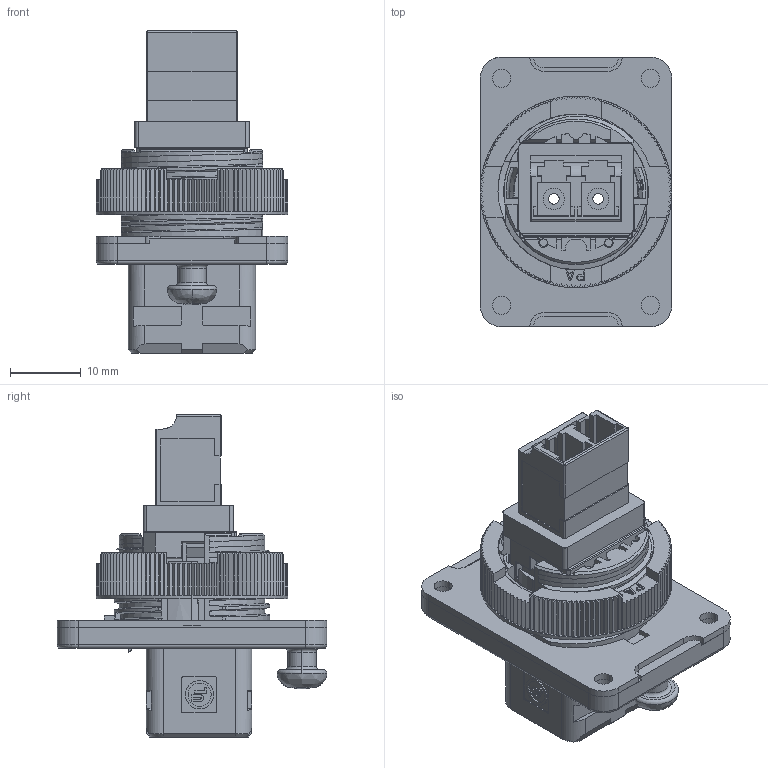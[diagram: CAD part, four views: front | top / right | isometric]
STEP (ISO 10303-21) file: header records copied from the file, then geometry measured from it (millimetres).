
FILE_DESCRIPTION (( 'STEP AP214' ), '1' );
FILE_NAME ('J88074A0001H50.STEP', '2013-12-19T12:11:18', ( 'Wartung' ), ( '' ), 'SwSTEP 2.0', 'SolidWorks 2013', '' );
FILE_SCHEMA (( 'AUTOMOTIVE_DESIGN' ));
Length unit declared in the file: millimetre
Products named in the file (1): J88074A0001H50
Bounding box: 27 x 38 x 45.43 mm (x, y, z)
Volume: 9018.8 mm3; surface area: 13720 mm2
Topology: 5 solids, 5 shells, 1425 faces, 3819 edges, 2440 vertices
Faces by surface type: plane 992, cylinder 235, cone 112, bspline 69, torus 12, sphere 5
Entity records: 87897 total; most frequent: CARTESIAN_POINT 38617, ORIENTED_EDGE 7632, DIRECTION 5878, EDGE_CURVE 3816, LINE 2452, VECTOR 2452, VERTEX_POINT 2440, AXIS2_PLACEMENT_3D 1713
